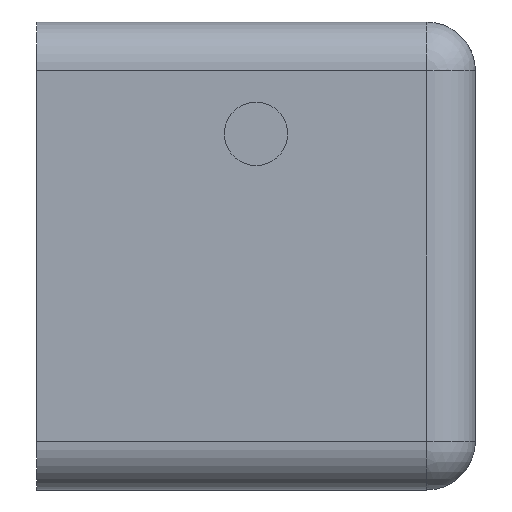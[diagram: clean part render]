
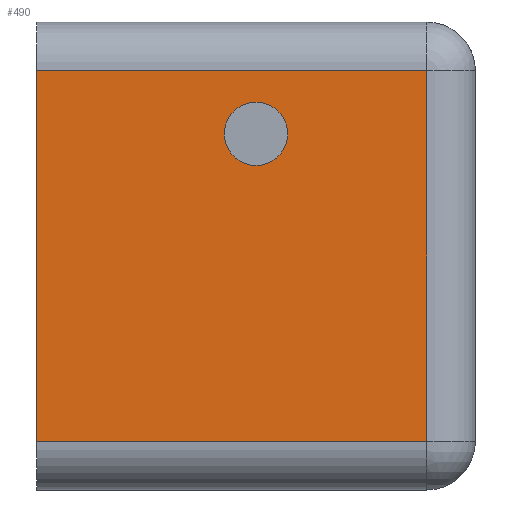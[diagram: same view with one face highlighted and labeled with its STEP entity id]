
A CAD part, left-side view. The second image highlights one B-rep face of the part: STEP entity #490.
In plain terms, the highlighted planar face has unit normal (-1, 0, 0).
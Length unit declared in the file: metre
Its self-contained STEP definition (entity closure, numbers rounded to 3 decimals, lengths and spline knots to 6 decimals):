
#43=CIRCLE('',#541,0.00325);
#89=ORIENTED_EDGE('',*,*,#221,.T.);
#90=ORIENTED_EDGE('',*,*,#227,.T.);
#91=ORIENTED_EDGE('',*,*,#228,.T.);
#92=ORIENTED_EDGE('',*,*,#229,.T.);
#93=ORIENTED_EDGE('',*,*,#230,.F.);
#221=EDGE_CURVE('',#291,#290,#329,.T.);
#227=EDGE_CURVE('',#290,#296,#334,.T.);
#228=EDGE_CURVE('',#296,#297,#335,.F.);
#229=EDGE_CURVE('',#297,#291,#336,.F.);
#230=EDGE_CURVE('',#298,#298,#43,.T.);
#290=VERTEX_POINT('',#797);
#291=VERTEX_POINT('',#799);
#296=VERTEX_POINT('',#811);
#297=VERTEX_POINT('',#813);
#298=VERTEX_POINT('',#816);
#329=LINE('',#798,#370);
#334=LINE('',#810,#375);
#335=LINE('',#812,#376);
#336=LINE('',#814,#377);
#370=VECTOR('',#626,1.);
#375=VECTOR('',#635,1.);
#376=VECTOR('',#636,1.);
#377=VECTOR('',#637,1.);
#399=EDGE_LOOP('',(#89,#90,#91,#92));
#400=EDGE_LOOP('',(#93));
#440=FACE_BOUND('',#399,.T.);
#441=FACE_BOUND('',#400,.T.);
#478=PLANE('',#540);
#490=ADVANCED_FACE('',(#440,#441),#478,.F.);
#540=AXIS2_PLACEMENT_3D('',#809,#633,#634);
#541=AXIS2_PLACEMENT_3D('',#815,#638,#639);
#626=DIRECTION('',(0.,0.,-1.));
#633=DIRECTION('',(1.,0.,0.));
#634=DIRECTION('',(0.,1.,0.));
#635=DIRECTION('',(0.,-1.,0.));
#636=DIRECTION('',(0.,0.,-1.));
#637=DIRECTION('',(0.,-1.,0.));
#638=DIRECTION('',(-1.,0.,0.));
#639=DIRECTION('',(0.,-1.,0.));
#797=CARTESIAN_POINT('',(-0.0575,0.0225,0.027));
#798=CARTESIAN_POINT('',(-0.0575,0.0225,0.07));
#799=CARTESIAN_POINT('',(-0.0575,0.0225,0.065));
#809=CARTESIAN_POINT('',(-0.0575,0.,0.07));
#810=CARTESIAN_POINT('',(-0.0575,0.,0.027));
#811=CARTESIAN_POINT('',(-0.0575,-0.0175,0.027));
#812=CARTESIAN_POINT('',(-0.0575,-0.0175,0.07));
#813=CARTESIAN_POINT('',(-0.0575,-0.0175,0.065));
#814=CARTESIAN_POINT('',(-0.0575,0.0225,0.065));
#815=CARTESIAN_POINT('',(-0.0575,0.,0.058531));
#816=CARTESIAN_POINT('',(-0.0575,-0.00325,0.058531));
